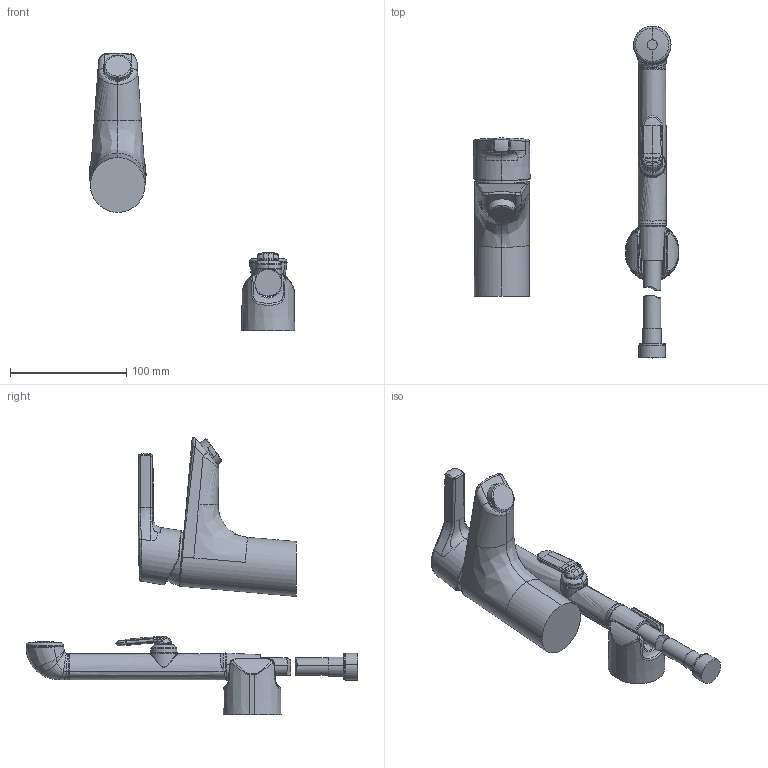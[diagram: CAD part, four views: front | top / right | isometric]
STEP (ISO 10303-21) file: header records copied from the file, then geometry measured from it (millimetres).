
FILE_DESCRIPTION (( 'STEP AP203' ), '1' );
FILE_NAME ('56402203.STEP', '2018-04-10T09:13:12', ( '' ), ( '' ), 'SwSTEP 2.0', 'SolidWorks 2016', '' );
FILE_SCHEMA (( 'CONFIG_CONTROL_DESIGN' ));
Length unit declared in the file: millimetre
Products named in the file (1): 56402203
Bounding box: 176.91 x 285.35 x 238.96 mm (x, y, z)
Volume: 519555.7 mm3; surface area: 81181.3 mm2
Topology: 11 solids, 11 shells, 318 faces, 722 edges, 426 vertices
Faces by surface type: bspline 195, cylinder 44, plane 35, torus 29, sphere 8, cone 7
Entity records: 25976 total; most frequent: CARTESIAN_POINT 20471, ORIENTED_EDGE 1432, EDGE_CURVE 716, DIRECTION 714, VERTEX_POINT 426, EDGE_LOOP 324, AXIS2_PLACEMENT_3D 319, FACE_OUTER_BOUND 318
